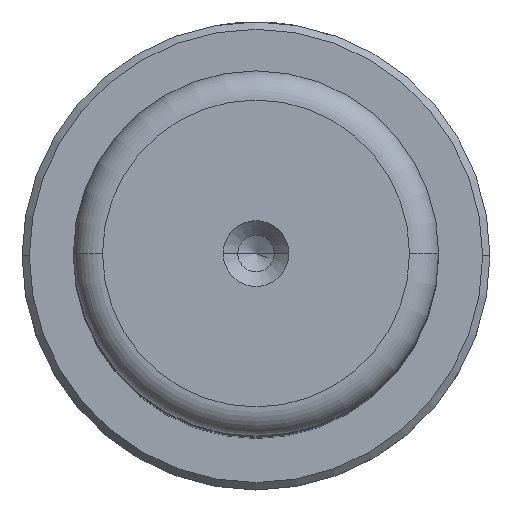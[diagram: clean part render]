
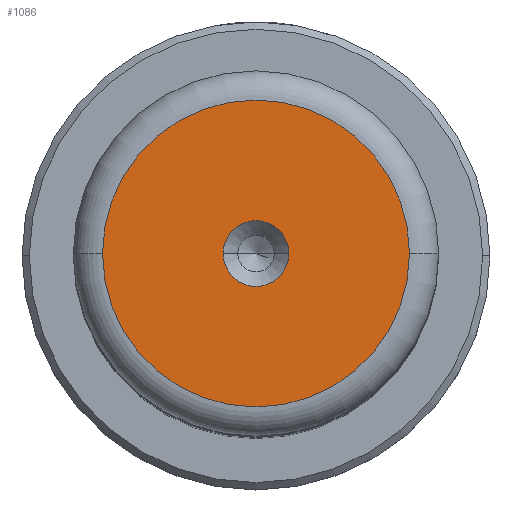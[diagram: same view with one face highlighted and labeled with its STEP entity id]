
A CAD part, top view. The second image highlights one B-rep face of the part: STEP entity #1086.
In plain terms, the highlighted planar face has unit normal (0, 0, 1).
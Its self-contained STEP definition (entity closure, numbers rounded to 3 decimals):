
#19 = EDGE_CURVE ( 'NONE', #745, #1350, #1946, .T. ) ;
#75 = DIRECTION ( 'NONE',  ( 1., 0., 0. ) ) ;
#95 = DIRECTION ( 'NONE',  ( 0., 0., 1. ) ) ;
#126 = CARTESIAN_POINT ( 'NONE',  ( 0., 0., 116. ) ) ;
#143 = CARTESIAN_POINT ( 'NONE',  ( -10.495, 0., 116. ) ) ;
#169 = PLANE ( 'NONE',  #798 ) ;
#316 = EDGE_LOOP ( 'NONE', ( #2903, #1905 ) ) ;
#340 = DIRECTION ( 'NONE',  ( 0., 0., 1. ) ) ;
#436 = AXIS2_PLACEMENT_3D ( 'NONE', #126, #95, #75 ) ;
#648 = AXIS2_PLACEMENT_3D ( 'NONE', #694, #2314, #915 ) ;
#685 = AXIS2_PLACEMENT_3D ( 'NONE', #1728, #340, #1971 ) ;
#694 = CARTESIAN_POINT ( 'NONE',  ( 0., 0., 116. ) ) ;
#721 = VERTEX_POINT ( 'NONE', #2690 ) ;
#745 = VERTEX_POINT ( 'NONE', #2020 ) ;
#798 = AXIS2_PLACEMENT_3D ( 'NONE', #2044, #2277, #878 ) ;
#878 = DIRECTION ( 'NONE',  ( 1., 0., 0. ) ) ;
#906 = EDGE_CURVE ( 'NONE', #1350, #745, #1349, .T. ) ;
#915 = DIRECTION ( 'NONE',  ( 1., 0., 0. ) ) ;
#926 = CARTESIAN_POINT ( 'NONE',  ( 0., 0., 116. ) ) ;
#944 = EDGE_CURVE ( 'NONE', #721, #2495, #1903, .T. ) ;
#1086 = ADVANCED_FACE ( 'NONE', ( #2822, #2301 ), #169, .T. ) ;
#1096 = ORIENTED_EDGE ( 'NONE', *, *, #906, .F. ) ;
#1157 = DIRECTION ( 'NONE',  ( 1., 0., 0. ) ) ;
#1214 = CIRCLE ( 'NONE', #685, 10.495 ) ;
#1321 = ORIENTED_EDGE ( 'NONE', *, *, #19, .F. ) ;
#1327 = EDGE_LOOP ( 'NONE', ( #1096, #1321 ) ) ;
#1349 = CIRCLE ( 'NONE', #648, 2.25 ) ;
#1350 = VERTEX_POINT ( 'NONE', #2116 ) ;
#1553 = EDGE_CURVE ( 'NONE', #2495, #721, #1214, .T. ) ;
#1728 = CARTESIAN_POINT ( 'NONE',  ( 0., 0., 116. ) ) ;
#1903 = CIRCLE ( 'NONE', #2557, 10.495 ) ;
#1905 = ORIENTED_EDGE ( 'NONE', *, *, #1553, .T. ) ;
#1946 = CIRCLE ( 'NONE', #436, 2.25 ) ;
#1971 = DIRECTION ( 'NONE',  ( 1., 0., 0. ) ) ;
#2020 = CARTESIAN_POINT ( 'NONE',  ( -2.25, 0., 116. ) ) ;
#2044 = CARTESIAN_POINT ( 'NONE',  ( 0., 0., 116. ) ) ;
#2116 = CARTESIAN_POINT ( 'NONE',  ( 2.25, 0., 116. ) ) ;
#2277 = DIRECTION ( 'NONE',  ( 0., 0., 1. ) ) ;
#2301 = FACE_OUTER_BOUND ( 'NONE', #316, .T. ) ;
#2314 = DIRECTION ( 'NONE',  ( 0., 0., 1. ) ) ;
#2495 = VERTEX_POINT ( 'NONE', #143 ) ;
#2548 = DIRECTION ( 'NONE',  ( 0., 0., 1. ) ) ;
#2557 = AXIS2_PLACEMENT_3D ( 'NONE', #926, #2548, #1157 ) ;
#2690 = CARTESIAN_POINT ( 'NONE',  ( 10.495, 0., 116. ) ) ;
#2822 = FACE_BOUND ( 'NONE', #1327, .T. ) ;
#2903 = ORIENTED_EDGE ( 'NONE', *, *, #944, .T. ) ;
